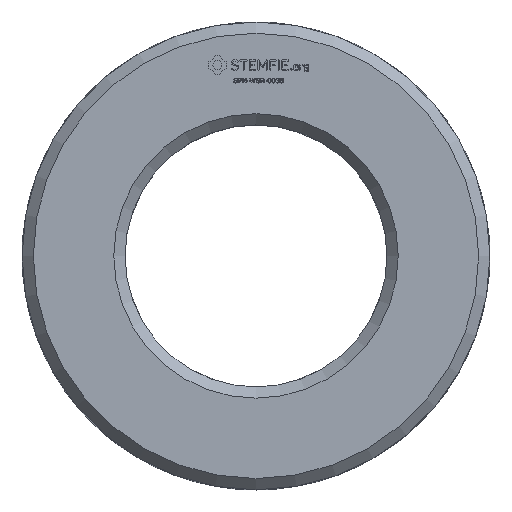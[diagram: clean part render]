
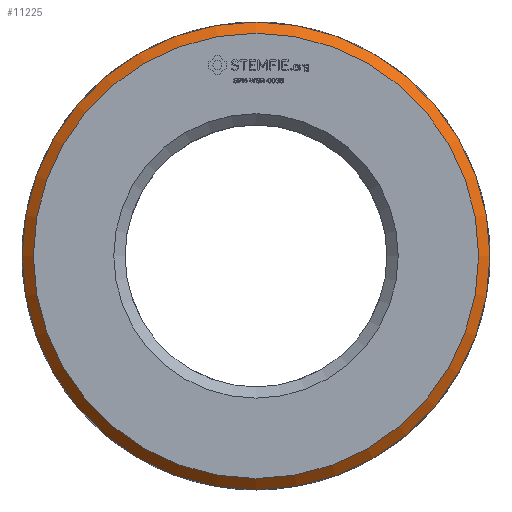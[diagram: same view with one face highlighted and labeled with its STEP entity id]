
A CAD part, top view. The second image highlights one B-rep face of the part: STEP entity #11225.
In plain terms, the highlighted conical face has half-angle 45 degrees and reference radius 6.25 mm.
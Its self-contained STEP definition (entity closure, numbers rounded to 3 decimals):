
#21 = EDGE_CURVE('',#22,#22,#24,.T.);
#22 = VERTEX_POINT('',#23);
#23 = CARTESIAN_POINT('',(5.95,0.,3.125));
#24 = SURFACE_CURVE('',#25,(#30,#42),.PCURVE_S1.);
#25 = CIRCLE('',#26,5.95);
#26 = AXIS2_PLACEMENT_3D('',#27,#28,#29);
#27 = CARTESIAN_POINT('',(0.,0.,3.125));
#28 = DIRECTION('',(0.,0.,-1.));
#29 = DIRECTION('',(1.,0.,0.));
#30 = PCURVE('',#31,#36);
#31 = PLANE('',#32);
#32 = AXIS2_PLACEMENT_3D('',#33,#34,#35);
#33 = CARTESIAN_POINT('',(0.,0.,3.125));
#34 = DIRECTION('',(0.,0.,-1.));
#35 = DIRECTION('',(1.,0.,0.));
#36 = DEFINITIONAL_REPRESENTATION('',(#37),#41);
#37 = CIRCLE('',#38,5.95);
#38 = AXIS2_PLACEMENT_2D('',#39,#40);
#39 = CARTESIAN_POINT('',(0.,0.));
#40 = DIRECTION('',(1.,0.));
#41 = ( GEOMETRIC_REPRESENTATION_CONTEXT(2) 
PARAMETRIC_REPRESENTATION_CONTEXT() REPRESENTATION_CONTEXT('2D SPACE',''
  ) );
#42 = PCURVE('',#43,#48);
#43 = CONICAL_SURFACE('',#44,6.25,0.785);
#44 = AXIS2_PLACEMENT_3D('',#45,#46,#47);
#45 = CARTESIAN_POINT('',(0.,0.,2.825));
#46 = DIRECTION('',(0.,0.,-1.));
#47 = DIRECTION('',(1.,0.,0.));
#48 = DEFINITIONAL_REPRESENTATION('',(#49),#53);
#49 = LINE('',#50,#51);
#50 = CARTESIAN_POINT('',(0.,-0.3));
#51 = VECTOR('',#52,1.);
#52 = DIRECTION('',(1.,-0.));
#53 = ( GEOMETRIC_REPRESENTATION_CONTEXT(2) 
PARAMETRIC_REPRESENTATION_CONTEXT() REPRESENTATION_CONTEXT('2D SPACE',''
  ) );
#11225 = ADVANCED_FACE('',(#11226),#43,.T.);
#11226 = FACE_BOUND('',#11227,.F.);
#11227 = EDGE_LOOP('',(#11228,#11257,#11278,#11279));
#11228 = ORIENTED_EDGE('',*,*,#11229,.T.);
#11229 = EDGE_CURVE('',#11230,#11230,#11232,.T.);
#11230 = VERTEX_POINT('',#11231);
#11231 = CARTESIAN_POINT('',(6.25,0.,2.825));
#11232 = SURFACE_CURVE('',#11233,(#11238,#11245),.PCURVE_S1.);
#11233 = CIRCLE('',#11234,6.25);
#11234 = AXIS2_PLACEMENT_3D('',#11235,#11236,#11237);
#11235 = CARTESIAN_POINT('',(0.,0.,2.825));
#11236 = DIRECTION('',(0.,0.,-1.));
#11237 = DIRECTION('',(1.,0.,0.));
#11238 = PCURVE('',#43,#11239);
#11239 = DEFINITIONAL_REPRESENTATION('',(#11240),#11244);
#11240 = LINE('',#11241,#11242);
#11241 = CARTESIAN_POINT('',(0.,-0.));
#11242 = VECTOR('',#11243,1.);
#11243 = DIRECTION('',(1.,-0.));
#11244 = ( GEOMETRIC_REPRESENTATION_CONTEXT(2) 
PARAMETRIC_REPRESENTATION_CONTEXT() REPRESENTATION_CONTEXT('2D SPACE',''
  ) );
#11245 = PCURVE('',#11246,#11251);
#11246 = CYLINDRICAL_SURFACE('',#11247,6.25);
#11247 = AXIS2_PLACEMENT_3D('',#11248,#11249,#11250);
#11248 = CARTESIAN_POINT('',(0.,0.,2.325));
#11249 = DIRECTION('',(0.,0.,1.));
#11250 = DIRECTION('',(1.,0.,0.));
#11251 = DEFINITIONAL_REPRESENTATION('',(#11252),#11256);
#11252 = LINE('',#11253,#11254);
#11253 = CARTESIAN_POINT('',(-0.,0.5));
#11254 = VECTOR('',#11255,1.);
#11255 = DIRECTION('',(-1.,0.));
#11256 = ( GEOMETRIC_REPRESENTATION_CONTEXT(2) 
PARAMETRIC_REPRESENTATION_CONTEXT() REPRESENTATION_CONTEXT('2D SPACE',''
  ) );
#11257 = ORIENTED_EDGE('',*,*,#11258,.T.);
#11258 = EDGE_CURVE('',#11230,#22,#11259,.T.);
#11259 = SEAM_CURVE('',#11260,(#11264,#11271),.PCURVE_S1.);
#11260 = LINE('',#11261,#11262);
#11261 = CARTESIAN_POINT('',(6.25,0.,2.825));
#11262 = VECTOR('',#11263,1.);
#11263 = DIRECTION('',(-0.707,0.,
    0.707));
#11264 = PCURVE('',#43,#11265);
#11265 = DEFINITIONAL_REPRESENTATION('',(#11266),#11270);
#11266 = LINE('',#11267,#11268);
#11267 = CARTESIAN_POINT('',(0.,-0.));
#11268 = VECTOR('',#11269,1.);
#11269 = DIRECTION('',(0.,-1.));
#11270 = ( GEOMETRIC_REPRESENTATION_CONTEXT(2) 
PARAMETRIC_REPRESENTATION_CONTEXT() REPRESENTATION_CONTEXT('2D SPACE',''
  ) );
#11271 = PCURVE('',#43,#11272);
#11272 = DEFINITIONAL_REPRESENTATION('',(#11273),#11277);
#11273 = LINE('',#11274,#11275);
#11274 = CARTESIAN_POINT('',(6.283,-0.));
#11275 = VECTOR('',#11276,1.);
#11276 = DIRECTION('',(0.,-1.));
#11277 = ( GEOMETRIC_REPRESENTATION_CONTEXT(2) 
PARAMETRIC_REPRESENTATION_CONTEXT() REPRESENTATION_CONTEXT('2D SPACE',''
  ) );
#11278 = ORIENTED_EDGE('',*,*,#21,.F.);
#11279 = ORIENTED_EDGE('',*,*,#11258,.F.);
